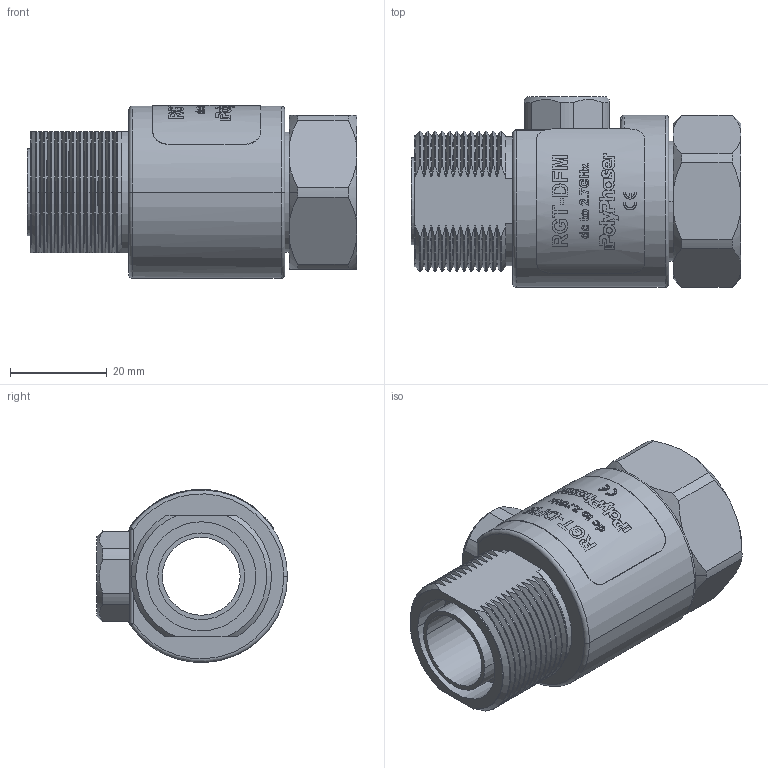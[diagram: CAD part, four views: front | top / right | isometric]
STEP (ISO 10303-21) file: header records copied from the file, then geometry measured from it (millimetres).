
FILE_DESCRIPTION (( 'STEP AP214' ), '1' );
FILE_NAME ('RGT-DFM.STEP', '2019-07-30T17:13:29', ( '' ), ( '' ), 'SwSTEP 2.0', 'SolidWorks 2019', '' );
FILE_SCHEMA (( 'AUTOMOTIVE_DESIGN' ));
Length unit declared in the file: inch
Products named in the file (11): 4032-0022; 5800-0309; 1729-0062; 5800-0308; 2003-3099; RGT-DFM
Assembly tree (5 placements, depth 2):
  5800-0308
  4032-0022
  2003-3099
  RGT-DFM
    5800-0309
    5800-0308
    1729-0062
    2003-3099
    4032-0022
  5800-0309
Bounding box: 67.97 x 39.37 x 35.69 mm (x, y, z)
Volume: 35445.1 mm3; surface area: 23197.2 mm2
Topology: 5 solids, 5 shells, 1011 faces, 2762 edges, 1808 vertices
Faces by surface type: bspline 435, plane 240, cylinder 205, cone 118, torus 11, sphere 2
Entity records: 53683 total; most frequent: CARTESIAN_POINT 23104, ORIENTED_EDGE 5520, DIRECTION 3039, EDGE_CURVE 2760, VERTEX_POINT 1808, B_SPLINE_CURVE_WITH_KNOTS 1504, AXIS2_PLACEMENT_3D 1198, EDGE_LOOP 1068
